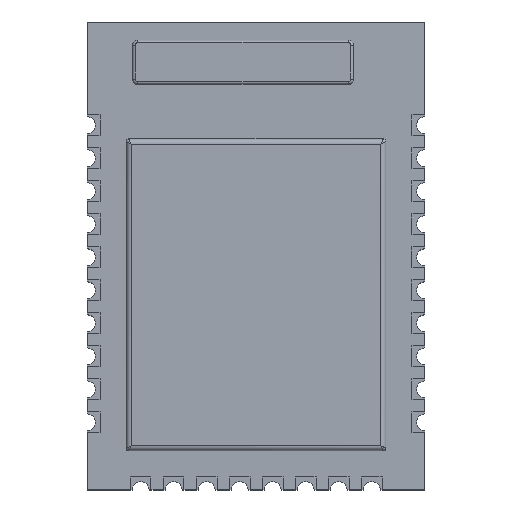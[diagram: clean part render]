
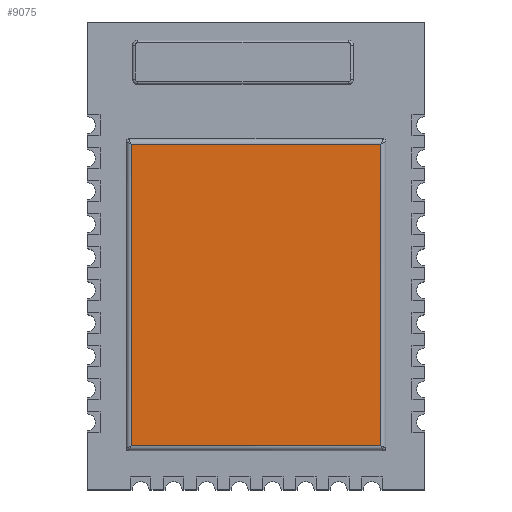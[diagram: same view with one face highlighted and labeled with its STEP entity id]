
A CAD part, top view. The second image highlights one B-rep face of the part: STEP entity #9075.
In plain terms, the highlighted planar face has unit normal (0, 0, 1).
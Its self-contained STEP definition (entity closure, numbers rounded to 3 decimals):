
#685=FACE_OUTER_BOUND('',#1175,.T.);
#1175=EDGE_LOOP('',(#8063,#8064,#8065,#8066));
#2331=LINE('',#14579,#3503);
#2334=LINE('',#14583,#3506);
#2336=LINE('',#14586,#3508);
#2338=LINE('',#14589,#3510);
#3503=VECTOR('',#11897,10.);
#3506=VECTOR('',#11902,10.);
#3508=VECTOR('',#11906,10.);
#3510=VECTOR('',#11910,10.);
#4337=VERTEX_POINT('',#14497);
#4340=VERTEX_POINT('',#14523);
#4343=VERTEX_POINT('',#14549);
#4346=VERTEX_POINT('',#14575);
#5579=EDGE_CURVE('',#4337,#4346,#2331,.T.);
#5582=EDGE_CURVE('',#4346,#4343,#2334,.T.);
#5584=EDGE_CURVE('',#4343,#4340,#2336,.T.);
#5586=EDGE_CURVE('',#4340,#4337,#2338,.T.);
#8063=ORIENTED_EDGE('',*,*,#5579,.F.);
#8064=ORIENTED_EDGE('',*,*,#5586,.F.);
#8065=ORIENTED_EDGE('',*,*,#5584,.F.);
#8066=ORIENTED_EDGE('',*,*,#5582,.F.);
#8599=PLANE('',#9675);
#9075=ADVANCED_FACE('',(#685),#8599,.T.);
#9675=AXIS2_PLACEMENT_3D('',#14608,#11930,#11931);
#11897=DIRECTION('',(0.,-1.,0.));
#11902=DIRECTION('',(-1.,0.,0.));
#11906=DIRECTION('',(0.,1.,0.));
#11910=DIRECTION('',(1.,0.,0.));
#11930=DIRECTION('center_axis',(0.,0.,1.));
#11931=DIRECTION('ref_axis',(1.,0.,0.));
#14497=CARTESIAN_POINT('',(4.8,4.3,3.));
#14523=CARTESIAN_POINT('',(-4.8,4.3,3.));
#14549=CARTESIAN_POINT('',(-4.8,-7.3,3.));
#14575=CARTESIAN_POINT('',(4.8,-7.3,3.));
#14579=CARTESIAN_POINT('',(4.8,-4.5,3.));
#14583=CARTESIAN_POINT('',(-2.5,-7.3,3.));
#14586=CARTESIAN_POINT('',(-4.8,1.5,3.));
#14589=CARTESIAN_POINT('',(2.5,4.3,3.));
#14608=CARTESIAN_POINT('Origin',(0.,-1.5,3.));
